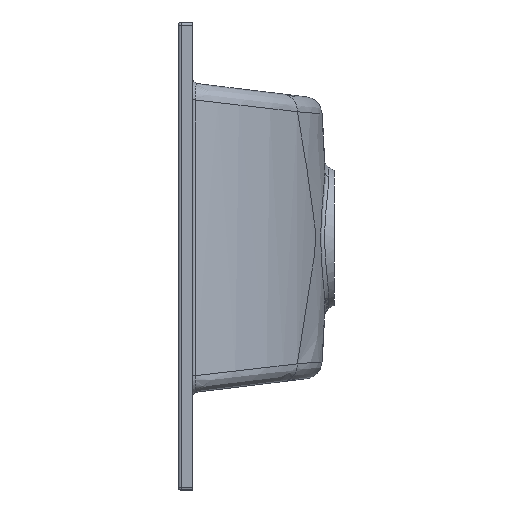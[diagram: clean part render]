
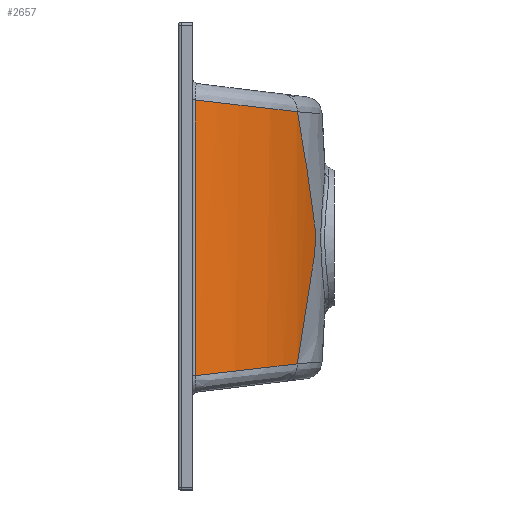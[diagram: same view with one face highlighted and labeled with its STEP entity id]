
A CAD part, left-side view. The second image highlights one B-rep face of the part: STEP entity #2657.
In plain terms, the highlighted cylindrical face has radius 276.426 mm (diameter 552.852 mm), a partial arc.
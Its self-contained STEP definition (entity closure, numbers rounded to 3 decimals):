
#104 = CARTESIAN_POINT ( 'NONE',  ( -107.833, -126.107, -53.116 ) ) ;
#129 = CARTESIAN_POINT ( 'NONE',  ( -92.517, -132.058, -2.312 ) ) ;
#152 = CARTESIAN_POINT ( 'NONE',  ( -97.869, -130.096, 25.952 ) ) ;
#154 = CARTESIAN_POINT ( 'NONE',  ( -235.462, -16.381, -132.552 ) ) ;
#175 = CARTESIAN_POINT ( 'NONE',  ( -131.402, -114.771, 121.214 ) ) ;
#455 = CARTESIAN_POINT ( 'NONE',  ( -131.402, -114.771, -121.214 ) ) ;
#465 = VECTOR ( 'NONE', #1255, 1000. ) ;
#528 = CARTESIAN_POINT ( 'NONE',  ( -114.958, -122.969, -72.463 ) ) ;
#544 = B_SPLINE_CURVE_WITH_KNOTS ( 'NONE', 3,
 ( #3066, #4809, #956, #2655, #4380, #528, #2240, #3947, #104, #1830, #3521, #5271, #1410, #3094, #4832, #980, #2682, #4403, #552, #2264, #3976, #129, #1854, #3545, #5295, #1433, #3118, #4856, #1002, #2704, #4427, #577, #2287, #4000, #152, #1880, #3570, #5320, #1462, #3143, #4882, #1030, #2728, #4450, #599, #2307, #4023, #175 ),
 .UNSPECIFIED., .F., .F.,
 ( 4, 2, 2, 2, 2, 2, 2, 2, 2, 2, 2, 2, 2, 2, 2, 2, 2, 2, 2, 2, 2, 2, 2, 4 ),
 ( 0., 0.031, 0.047, 0.062, 0.078, 0.086, 0.094, 0.102, 0.109, 0.117, 0.125, 0.129, 0.131, 0.133, 0.137, 0.141, 0.148, 0.156, 0.164, 0.172, 0.187, 0.203, 0.219, 0.25 ),
 .UNSPECIFIED. ) ;
#552 = CARTESIAN_POINT ( 'NONE',  ( -94.295, -131.42, -14.061 ) ) ;
#577 = CARTESIAN_POINT ( 'NONE',  ( -94.651, -131.291, 15.48 ) ) ;
#599 = CARTESIAN_POINT ( 'NONE',  ( -119.398, -120.892, 84.978 ) ) ;
#626 = ORIENTED_EDGE ( 'NONE', *, *, #3656, .T. ) ;
#649 = EDGE_CURVE ( 'NONE', #1588, #1515, #3368, .T. ) ;
#933 = AXIS2_PLACEMENT_3D ( 'NONE', #5483, #1618, #3300 ) ;
#956 = CARTESIAN_POINT ( 'NONE',  ( -125.106, -118.097, -101.631 ) ) ;
#980 = CARTESIAN_POINT ( 'NONE',  ( -97.22, -130.341, -24.005 ) ) ;
#1002 = CARTESIAN_POINT ( 'NONE',  ( -93.007, -131.884, 7.363 ) ) ;
#1014 = ORIENTED_EDGE ( 'NONE', *, *, #649, .T. ) ;
#1030 = CARTESIAN_POINT ( 'NONE',  ( -112.034, -124.287, 64.432 ) ) ;
#1255 = DIRECTION ( 'NONE',  ( 0., 0., -1. ) ) ;
#1410 = CARTESIAN_POINT ( 'NONE',  ( -101.513, -128.688, -36.191 ) ) ;
#1433 = CARTESIAN_POINT ( 'NONE',  ( -92.581, -132.035, 3.211 ) ) ;
#1462 = CARTESIAN_POINT ( 'NONE',  ( -103.443, -127.917, 41.394 ) ) ;
#1515 = VERTEX_POINT ( 'NONE', #3390 ) ;
#1588 = VERTEX_POINT ( 'NONE', #2171 ) ;
#1618 = DIRECTION ( 'NONE',  ( 0., 0., 1. ) ) ;
#1663 = CARTESIAN_POINT ( 'NONE',  ( -174.378, -91.551, 123.89 ) ) ;
#1808 = VERTEX_POINT ( 'NONE', #455 ) ;
#1830 = CARTESIAN_POINT ( 'NONE',  ( -105.117, -127.235, -45.868 ) ) ;
#1854 = CARTESIAN_POINT ( 'NONE',  ( -92.47, -132.075, -0.951 ) ) ;
#1880 = CARTESIAN_POINT ( 'NONE',  ( -99.67, -129.408, 31.121 ) ) ;
#1882 = CARTESIAN_POINT ( 'NONE',  ( -209.873, -57.99, -127.757 ) ) ;
#2032 = FACE_OUTER_BOUND ( 'NONE', #2903, .T. ) ;
#2171 = CARTESIAN_POINT ( 'NONE',  ( -235.462, -16.381, 132.552 ) ) ;
#2240 = CARTESIAN_POINT ( 'NONE',  ( -113.201, -123.766, -67.62 ) ) ;
#2264 = CARTESIAN_POINT ( 'NONE',  ( -93.222, -131.807, -8.943 ) ) ;
#2287 = CARTESIAN_POINT ( 'NONE',  ( -95.391, -131.021, 18.12 ) ) ;
#2307 = CARTESIAN_POINT ( 'NONE',  ( -124.718, -118.297, 100.451 ) ) ;
#2655 = CARTESIAN_POINT ( 'NONE',  ( -120.109, -120.549, -87.025 ) ) ;
#2657 = ADVANCED_FACE ( 'NONE', ( #2032 ), #3729, .T. ) ;
#2682 = CARTESIAN_POINT ( 'NONE',  ( -96.421, -130.64, -21.545 ) ) ;
#2704 = CARTESIAN_POINT ( 'NONE',  ( -93.464, -131.72, 10.1 ) ) ;
#2728 = CARTESIAN_POINT ( 'NONE',  ( -113.909, -123.448, 69.558 ) ) ;
#2865 = ORIENTED_EDGE ( 'NONE', *, *, #5065, .T. ) ;
#2903 = EDGE_LOOP ( 'NONE', ( #2865, #1014, #5587, #626 ) ) ;
#3066 = CARTESIAN_POINT ( 'NONE',  ( -131.402, -114.771, -121.214 ) ) ;
#3094 = CARTESIAN_POINT ( 'NONE',  ( -99.751, -129.376, -31.335 ) ) ;
#3118 = CARTESIAN_POINT ( 'NONE',  ( -92.631, -132.018, 3.905 ) ) ;
#3143 = CARTESIAN_POINT ( 'NONE',  ( -106.317, -126.745, 49.076 ) ) ;
#3285 = CARTESIAN_POINT ( 'NONE',  ( -131.402, -114.771, 121.214 ) ) ;
#3300 = DIRECTION ( 'NONE',  ( 1., 0., 0. ) ) ;
#3352 = CARTESIAN_POINT ( 'NONE',  ( -209.873, -57.99, 127.757 ) ) ;
#3368 = LINE ( 'NONE', #5114, #465 ) ;
#3390 = CARTESIAN_POINT ( 'NONE',  ( -235.462, -16.381, -132.552 ) ) ;
#3521 = CARTESIAN_POINT ( 'NONE',  ( -104.211, -127.606, -43.452 ) ) ;
#3545 = CARTESIAN_POINT ( 'NONE',  ( -92.488, -132.068, 1.122 ) ) ;
#3570 = CARTESIAN_POINT ( 'NONE',  ( -100.601, -129.046, 33.694 ) ) ;
#3573 = CARTESIAN_POINT ( 'NONE',  ( -174.378, -91.551, -123.89 ) ) ;
#3656 = EDGE_CURVE ( 'NONE', #1808, #4477, #544, .T. ) ;
#3729 = CYLINDRICAL_SURFACE ( 'NONE', #933, 276.426 ) ;
#3907 =( BOUNDED_CURVE ( )  B_SPLINE_CURVE ( 3, ( #5534, #1663, #3352, #5097 ),
 .UNSPECIFIED., .F., .T. ) 
 B_SPLINE_CURVE_WITH_KNOTS ( ( 4, 4 ),
 ( 3.637, 4.161 ),
 .UNSPECIFIED. ) 
 CURVE ( )  GEOMETRIC_REPRESENTATION_ITEM ( )  RATIONAL_B_SPLINE_CURVE ( ( 1., 0.977, 0.977, 1. ) ) 
 REPRESENTATION_ITEM ( '' )  );
#3947 = CARTESIAN_POINT ( 'NONE',  ( -109.639, -125.335, -57.947 ) ) ;
#3976 = CARTESIAN_POINT ( 'NONE',  ( -92.815, -131.952, -6.337 ) ) ;
#4000 = CARTESIAN_POINT ( 'NONE',  ( -96.999, -130.424, 23.356 ) ) ;
#4023 = CARTESIAN_POINT ( 'NONE',  ( -128.125, -116.542, 110.811 ) ) ;
#4380 = CARTESIAN_POINT ( 'NONE',  ( -118.412, -121.361, -82.165 ) ) ;
#4398 = EDGE_CURVE ( 'NONE', #1515, #1808, #5476, .T. ) ;
#4403 = CARTESIAN_POINT ( 'NONE',  ( -94.959, -131.179, -16.572 ) ) ;
#4427 = CARTESIAN_POINT ( 'NONE',  ( -93.736, -131.622, 11.453 ) ) ;
#4450 = CARTESIAN_POINT ( 'NONE',  ( -117.59, -121.75, 79.831 ) ) ;
#4477 = VERTEX_POINT ( 'NONE', #3285 ) ;
#4809 = CARTESIAN_POINT ( 'NONE',  ( -128.312, -116.44, -111.405 ) ) ;
#4832 = CARTESIAN_POINT ( 'NONE',  ( -98.885, -129.71, -28.901 ) ) ;
#4856 = CARTESIAN_POINT ( 'NONE',  ( -92.823, -131.949, 5.981 ) ) ;
#4882 = CARTESIAN_POINT ( 'NONE',  ( -108.239, -125.936, 54.19 ) ) ;
#5065 = EDGE_CURVE ( 'NONE', #4477, #1588, #3907, .T. ) ;
#5097 = CARTESIAN_POINT ( 'NONE',  ( -235.462, -16.381, 132.552 ) ) ;
#5114 = CARTESIAN_POINT ( 'NONE',  ( -235.462, -16.381, -137.5 ) ) ;
#5271 = CARTESIAN_POINT ( 'NONE',  ( -102.409, -128.332, -38.613 ) ) ;
#5295 = CARTESIAN_POINT ( 'NONE',  ( -92.509, -132.061, 1.821 ) ) ;
#5320 = CARTESIAN_POINT ( 'NONE',  ( -102.488, -128.301, 38.831 ) ) ;
#5324 = CARTESIAN_POINT ( 'NONE',  ( -131.402, -114.771, -121.214 ) ) ;
#5476 =( BOUNDED_CURVE ( )  B_SPLINE_CURVE ( 3, ( #154, #1882, #3573, #5324 ),
 .UNSPECIFIED., .F., .F. ) 
 B_SPLINE_CURVE_WITH_KNOTS ( ( 4, 4 ),
 ( 5.264, 5.788 ),
 .UNSPECIFIED. ) 
 CURVE ( )  GEOMETRIC_REPRESENTATION_ITEM ( )  RATIONAL_B_SPLINE_CURVE ( ( 1., 0.977, 0.977, 1. ) ) 
 REPRESENTATION_ITEM ( '' )  );
#5483 = CARTESIAN_POINT ( 'NONE',  ( 0., 128.426, -137.5 ) ) ;
#5534 = CARTESIAN_POINT ( 'NONE',  ( -131.402, -114.771, 121.214 ) ) ;
#5587 = ORIENTED_EDGE ( 'NONE', *, *, #4398, .T. ) ;
